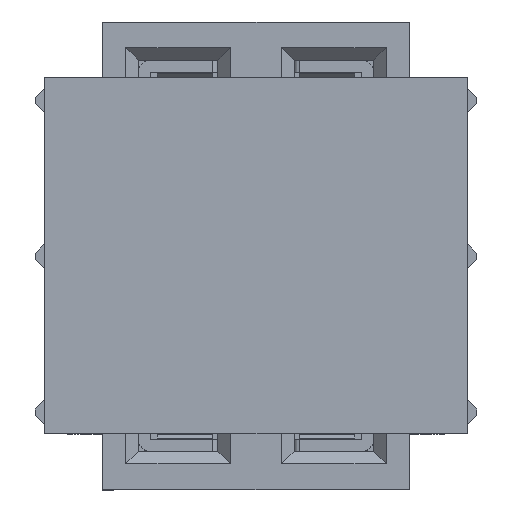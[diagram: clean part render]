
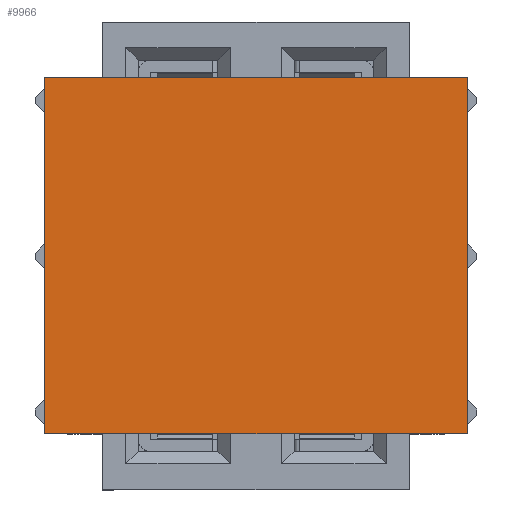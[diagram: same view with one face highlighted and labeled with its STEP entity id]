
A CAD part, top view. The second image highlights one B-rep face of the part: STEP entity #9966.
In plain terms, the highlighted planar face has unit normal (0, 0, 1).
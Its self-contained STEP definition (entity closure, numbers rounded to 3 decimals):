
#30=PLANE('',#10624);
#443=LINE('',#14490,#1641);
#457=LINE('',#14522,#1655);
#467=LINE('',#14545,#1665);
#468=LINE('',#14547,#1666);
#1641=VECTOR('',#11522,1000.);
#1655=VECTOR('',#11546,1000.);
#1665=VECTOR('',#11572,1000.);
#1666=VECTOR('',#11575,1000.);
#2906=ORIENTED_EDGE('',*,*,#5885,.T.);
#2907=ORIENTED_EDGE('',*,*,#5915,.F.);
#2908=ORIENTED_EDGE('',*,*,#5903,.F.);
#2909=ORIENTED_EDGE('',*,*,#5916,.T.);
#5885=EDGE_CURVE('',#7402,#7401,#443,.T.);
#5903=EDGE_CURVE('',#7414,#7415,#457,.T.);
#5915=EDGE_CURVE('',#7415,#7401,#467,.T.);
#5916=EDGE_CURVE('',#7414,#7402,#468,.T.);
#7401=VERTEX_POINT('',#14489);
#7402=VERTEX_POINT('',#14491);
#7414=VERTEX_POINT('',#14521);
#7415=VERTEX_POINT('',#14523);
#8680=EDGE_LOOP('',(#2906,#2907,#2908,#2909));
#9246=FACE_BOUND('',#8680,.T.);
#9966=ADVANCED_FACE('',(#9246),#30,.F.);
#10624=AXIS2_PLACEMENT_3D('',#14546,#11573,#11574);
#11522=DIRECTION('',(0.,-1.,0.));
#11546=DIRECTION('',(0.,-1.,0.));
#11572=DIRECTION('',(-1.,0.,0.));
#11573=DIRECTION('',(0.,0.,-1.));
#11574=DIRECTION('',(-1.,0.,0.));
#11575=DIRECTION('',(-1.,0.,0.));
#14489=CARTESIAN_POINT('',(-2.9,-3.445,2.78));
#14490=CARTESIAN_POINT('',(-2.9,-3.445,2.78));
#14491=CARTESIAN_POINT('',(-2.9,3.445,2.78));
#14521=CARTESIAN_POINT('',(2.9,3.445,2.78));
#14522=CARTESIAN_POINT('',(2.9,-3.445,2.78));
#14523=CARTESIAN_POINT('',(2.9,-3.445,2.78));
#14545=CARTESIAN_POINT('',(2.9,-3.445,2.78));
#14546=CARTESIAN_POINT('',(2.9,-3.445,2.78));
#14547=CARTESIAN_POINT('',(2.9,3.445,2.78));
